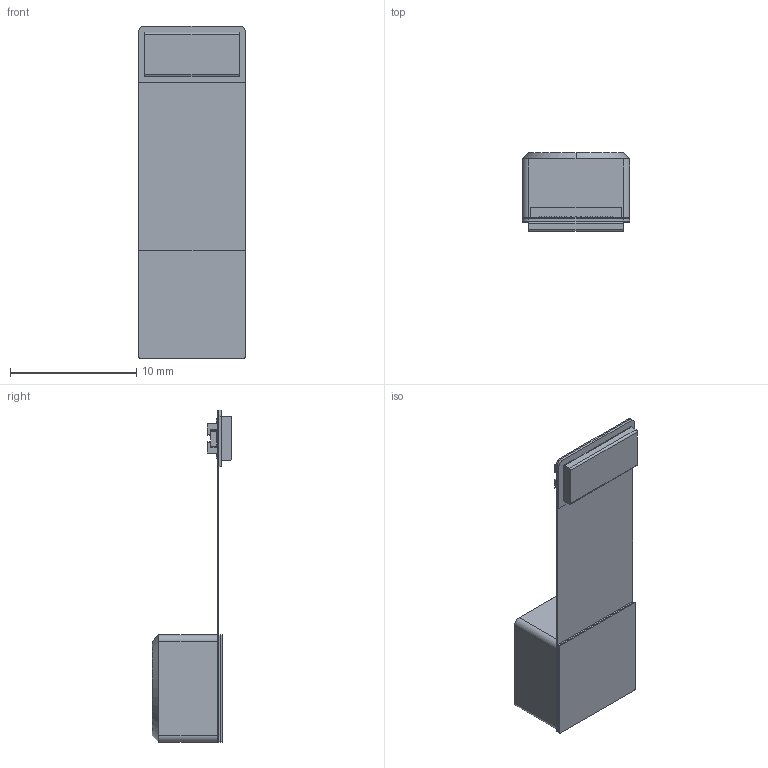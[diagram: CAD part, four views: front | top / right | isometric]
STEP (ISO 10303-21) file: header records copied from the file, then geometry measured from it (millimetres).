
FILE_DESCRIPTION (( 'STEP AP214' ), '1' );
FILE_NAME ('Camera_module_KLT-G6K-IMX258_V2.1.step', '2020-10-19T11:51:58+00:00', 'Stefan Hamminga', '', '', '', '');
FILE_SCHEMA (( 'AUTOMOTIVE_DESIGN' ));
Length unit declared in the file: millimetre
Products named in the file (10): DF30CJ-30DP-0.4V; DF30CJ-30DP-0.4V.STP; Foam cushion^Camera_module_assembly; Connector grounding pad^Camera_module_assembly; Flex PCB^Camera_module_assembly; Steel grounding pad^Camera_module_assembly; Glue pad^Camera_module_assembly; Camera_module_8.5x8.5x5.15; Camera_module_KLT-G6K-IMX258_V2.1
Assembly tree (9 placements, depth 4):
  Camera_module_KLT-G6K-IMX258_V2.1
    Camera_module_8.5x8.5x5.15
    Glue pad^Camera_module_assembly
    Steel grounding pad^Camera_module_assembly
    Flex PCB^Camera_module_assembly
    Connector grounding pad^Camera_module_assembly
    Foam cushion^Camera_module_assembly
    DF30CJ-30DP-0.4V
      DF30CJ-30DP-0.4V.STP
        DF30CJ-30DP-0.4V.STP
Bounding box: 8.5 x 6.27 x 26.32 mm (x, y, z)
Volume: 441.5 mm3; surface area: 1270.1 mm2
Topology: 7 solids, 7 shells, 328 faces, 888 edges, 577 vertices
Faces by surface type: plane 258, cylinder 56, cone 12, sphere 2
Entity records: 10625 total; most frequent: CARTESIAN_POINT 1807, ORIENTED_EDGE 1776, DIRECTION 1706, EDGE_CURVE 888, LINE 754, VECTOR 754, VERTEX_POINT 577, AXIS2_PLACEMENT_3D 476
